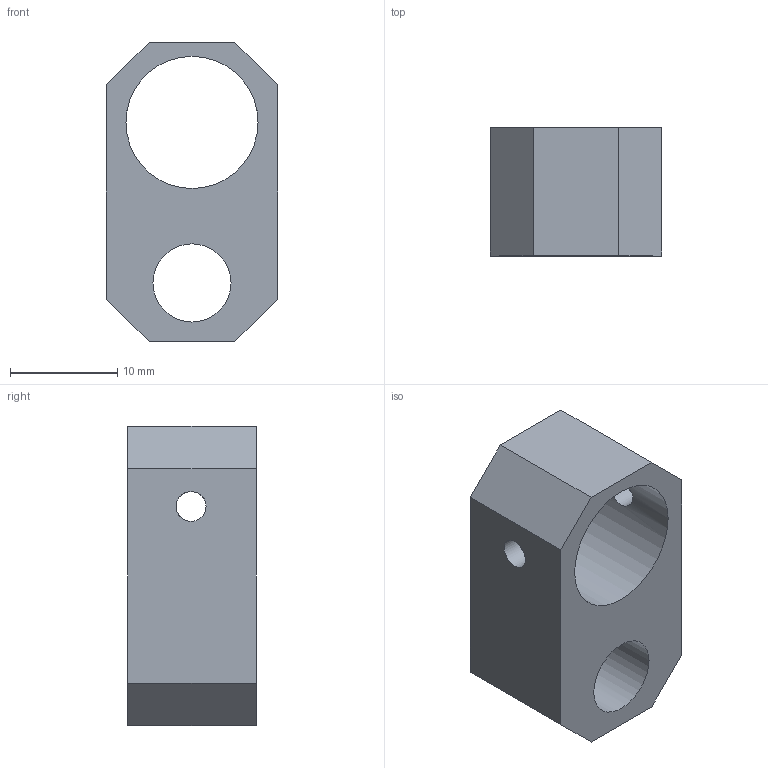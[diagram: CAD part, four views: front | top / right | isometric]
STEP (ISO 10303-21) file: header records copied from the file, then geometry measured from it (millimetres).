
FILE_DESCRIPTION(/* description */ (''),/* implementation_level */ '2;1');
FILE_NAME(/* name */ 'Z-Axis Sensor Holder.stp',/* time_stamp */ '2025-07-22T13:41:33-06:00',/* author */ ('Gao'),/* organization */ (''),/* preprocessor_version */ 'ST-DEVELOPER v20.1',/* originating_system */ 'Autodesk Inventor 2026',/* authorisation */ '');
FILE_SCHEMA (('AUTOMOTIVE_DESIGN { 1 0 10303 214 3 1 1 }'));
Length unit declared in the file: millimetre
Products named in the file (1): Z axis collar
Bounding box: 16 x 12 x 28 mm (x, y, z)
Volume: 3017.5 mm3; surface area: 2206.9 mm2
Topology: 1 solids, 1 shells, 15 faces, 45 edges, 31 vertices
Faces by surface type: plane 10, cylinder 5
Full cylindrical faces by diameter (mm): 2.8 x3, 7.3 x1, 12.35 x1
Entity records: 661 total; most frequent: CARTESIAN_POINT 196, ORIENTED_EDGE 90, DIRECTION 76, EDGE_CURVE 45, VERTEX_POINT 31, LINE 30, VECTOR 30, EDGE_LOOP 24
